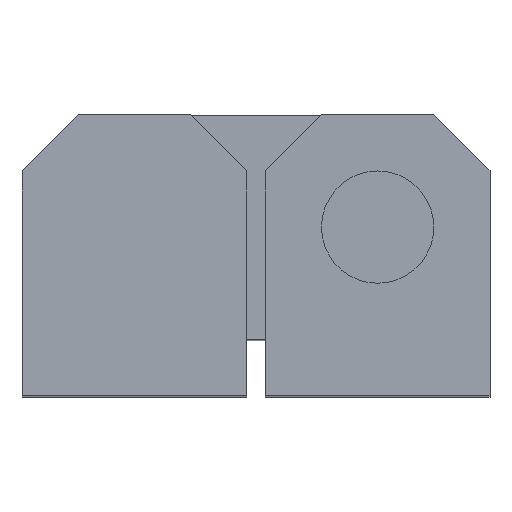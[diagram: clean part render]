
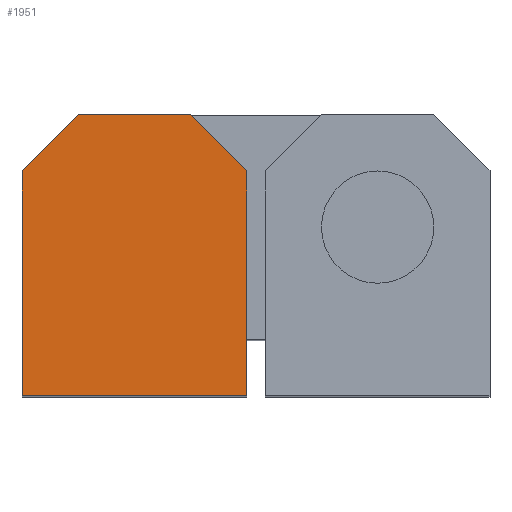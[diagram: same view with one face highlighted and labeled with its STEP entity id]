
A CAD part, top view. The second image highlights one B-rep face of the part: STEP entity #1951.
In plain terms, the highlighted planar face has unit normal (0, 0, 1).
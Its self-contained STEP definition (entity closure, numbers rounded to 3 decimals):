
#164 = ORIENTED_EDGE ( 'NONE', *, *, #2080, .T. ) ;
#166 = ORIENTED_EDGE ( 'NONE', *, *, #2091, .T. ) ;
#167 = ORIENTED_EDGE ( 'NONE', *, *, #1847, .T. ) ;
#168 = ORIENTED_EDGE ( 'NONE', *, *, #2040, .T. ) ;
#169 = ORIENTED_EDGE ( 'NONE', *, *, #1980, .T. ) ;
#170 = ORIENTED_EDGE ( 'NONE', *, *, #2072, .T. ) ;
#208 = DIRECTION ( 'NONE',  ( 1., 0., 0. ) ) ;
#222 = CARTESIAN_POINT ( 'NONE',  ( -19., 3., 25. ) ) ;
#223 = DIRECTION ( 'NONE',  ( -0.707, -0.707, 0. ) ) ;
#245 = CARTESIAN_POINT ( 'NONE',  ( -7., 3., 25. ) ) ;
#246 = DIRECTION ( 'NONE',  ( 0., 1., 0. ) ) ;
#297 = CARTESIAN_POINT ( 'NONE',  ( -7., 3., 25. ) ) ;
#298 = CARTESIAN_POINT ( 'NONE',  ( -7., -9., 25. ) ) ;
#303 = CARTESIAN_POINT ( 'NONE',  ( -10., 6., 25. ) ) ;
#305 = CARTESIAN_POINT ( 'NONE',  ( -16., 6., 25. ) ) ;
#310 = CARTESIAN_POINT ( 'NONE',  ( -19., 3., 25. ) ) ;
#311 = CARTESIAN_POINT ( 'NONE',  ( -19., -9., 25. ) ) ;
#487 = DIRECTION ( 'NONE',  ( 0., -1., 0. ) ) ;
#488 = CARTESIAN_POINT ( 'NONE',  ( -19., 3., 25. ) ) ;
#596 = DIRECTION ( 'NONE',  ( 1., 0., 0. ) ) ;
#597 = DIRECTION ( 'NONE',  ( 0., 0., 1. ) ) ;
#599 = CARTESIAN_POINT ( 'NONE',  ( -7., -9., 25. ) ) ;
#600 = PLANE ( 'NONE',  #1248 ) ;
#780 = DIRECTION ( 'NONE',  ( -0.707, 0.707, 0. ) ) ;
#782 = CARTESIAN_POINT ( 'NONE',  ( -10., 6., 25. ) ) ;
#1038 = CARTESIAN_POINT ( 'NONE',  ( -16., 6., 25. ) ) ;
#1039 = DIRECTION ( 'NONE',  ( -1., 0., 0. ) ) ;
#1088 = CARTESIAN_POINT ( 'NONE',  ( -19., -9., 25. ) ) ;
#1162 = EDGE_LOOP ( 'NONE', ( #166, #167, #168, #164, #169, #170 ) ) ;
#1248 = AXIS2_PLACEMENT_3D ( 'NONE', #599, #597, #596 ) ;
#1284 = VECTOR ( 'NONE', #487, 1000. ) ;
#1365 = LINE ( 'NONE', #782, #2102 ) ;
#1605 = VECTOR ( 'NONE', #1039, 1000. ) ;
#1634 = VECTOR ( 'NONE', #208, 1000. ) ;
#1642 = VECTOR ( 'NONE', #223, 1000. ) ;
#1653 = VECTOR ( 'NONE', #246, 1000. ) ;
#1847 = EDGE_CURVE ( 'NONE', #2397, #2403, #1365, .T. ) ;
#1951 = ADVANCED_FACE ( 'NONE', ( #2162 ), #600, .T. ) ;
#1980 = EDGE_CURVE ( 'NONE', #2410, #2411, #2201, .T. ) ;
#2040 = EDGE_CURVE ( 'NONE', #2403, #2405, #2246, .T. ) ;
#2072 = EDGE_CURVE ( 'NONE', #2411, #2398, #2259, .T. ) ;
#2080 = EDGE_CURVE ( 'NONE', #2405, #2410, #2265, .T. ) ;
#2091 = EDGE_CURVE ( 'NONE', #2398, #2397, #2272, .T. ) ;
#2102 = VECTOR ( 'NONE', #780, 1000. ) ;
#2162 = FACE_OUTER_BOUND ( 'NONE', #1162, .T. ) ;
#2201 = LINE ( 'NONE', #488, #1284 ) ;
#2246 = LINE ( 'NONE', #1038, #1605 ) ;
#2259 = LINE ( 'NONE', #1088, #1634 ) ;
#2265 = LINE ( 'NONE', #222, #1642 ) ;
#2272 = LINE ( 'NONE', #245, #1653 ) ;
#2397 = VERTEX_POINT ( 'NONE', #297 ) ;
#2398 = VERTEX_POINT ( 'NONE', #298 ) ;
#2403 = VERTEX_POINT ( 'NONE', #303 ) ;
#2405 = VERTEX_POINT ( 'NONE', #305 ) ;
#2410 = VERTEX_POINT ( 'NONE', #310 ) ;
#2411 = VERTEX_POINT ( 'NONE', #311 ) ;
